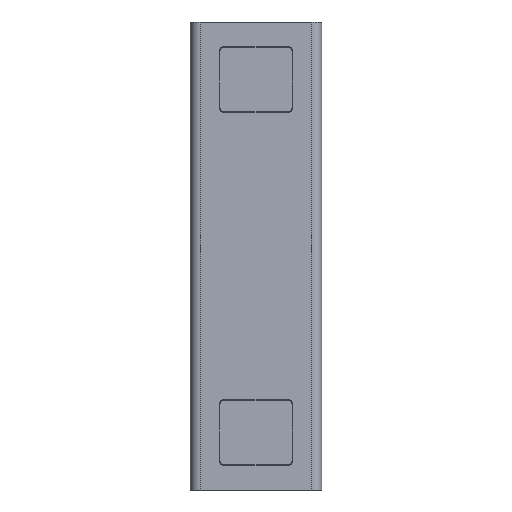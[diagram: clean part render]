
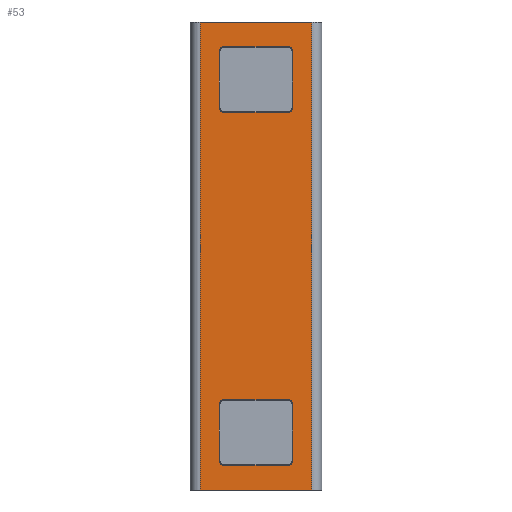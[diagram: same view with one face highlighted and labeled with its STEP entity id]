
A CAD part, left-side view. The second image highlights one B-rep face of the part: STEP entity #53.
In plain terms, the highlighted planar face has unit normal (-1, 0, 0).
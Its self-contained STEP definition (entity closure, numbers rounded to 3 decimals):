
#53=ADVANCED_FACE('',(#161,#163,#165),#167,.T.);
#161=FACE_BOUND('',#162,.T.);
#162=EDGE_LOOP('',(#953,#954,#955,#956));
#163=FACE_BOUND('',#164,.T.);
#164=EDGE_LOOP('',(#957,#958,#959,#960,#961,#962,#963,#964));
#165=FACE_BOUND('',#166,.T.);
#166=EDGE_LOOP('',(#965,#966,#967,#968,#969,#970,#971,#972));
#167=PLANE('',#168);
#168=AXIS2_PLACEMENT_3D('',#169,#170,#171);
#169=CARTESIAN_POINT('',(0.,34.,-142.5));
#170=DIRECTION('',(-1.,0.,0.));
#171=DIRECTION('',(0.,-1.,0.));
#953=ORIENTED_EDGE('',*,*,#1577,.T.);
#954=ORIENTED_EDGE('',*,*,#1578,.T.);
#955=ORIENTED_EDGE('',*,*,#1579,.F.);
#956=ORIENTED_EDGE('',*,*,#1580,.F.);
#957=ORIENTED_EDGE('',*,*,#1581,.T.);
#958=ORIENTED_EDGE('',*,*,#1582,.T.);
#959=ORIENTED_EDGE('',*,*,#1583,.T.);
#960=ORIENTED_EDGE('',*,*,#1584,.T.);
#961=ORIENTED_EDGE('',*,*,#1585,.T.);
#962=ORIENTED_EDGE('',*,*,#1586,.T.);
#963=ORIENTED_EDGE('',*,*,#1587,.T.);
#964=ORIENTED_EDGE('',*,*,#1588,.T.);
#965=ORIENTED_EDGE('',*,*,#1589,.T.);
#966=ORIENTED_EDGE('',*,*,#1590,.T.);
#967=ORIENTED_EDGE('',*,*,#1591,.T.);
#968=ORIENTED_EDGE('',*,*,#1592,.T.);
#969=ORIENTED_EDGE('',*,*,#1593,.T.);
#970=ORIENTED_EDGE('',*,*,#1594,.T.);
#971=ORIENTED_EDGE('',*,*,#1595,.T.);
#972=ORIENTED_EDGE('',*,*,#1596,.T.);
#1577=EDGE_CURVE('',#1889,#1890,#1891,.T.);
#1578=EDGE_CURVE('',#1890,#1892,#1893,.T.);
#1579=EDGE_CURVE('',#1894,#1892,#1895,.T.);
#1580=EDGE_CURVE('',#1889,#1894,#1896,.T.);
#1581=EDGE_CURVE('',#1897,#1898,#1899,.F.);
#1582=EDGE_CURVE('',#1898,#1900,#1901,.F.);
#1583=EDGE_CURVE('',#1900,#1902,#1903,.F.);
#1584=EDGE_CURVE('',#1902,#1904,#1905,.F.);
#1585=EDGE_CURVE('',#1904,#1906,#1907,.F.);
#1586=EDGE_CURVE('',#1906,#1908,#1909,.F.);
#1587=EDGE_CURVE('',#1908,#1910,#1911,.F.);
#1588=EDGE_CURVE('',#1910,#1897,#1912,.F.);
#1589=EDGE_CURVE('',#1913,#1914,#1915,.F.);
#1590=EDGE_CURVE('',#1914,#1916,#1917,.F.);
#1591=EDGE_CURVE('',#1916,#1918,#1919,.F.);
#1592=EDGE_CURVE('',#1918,#1920,#1921,.F.);
#1593=EDGE_CURVE('',#1920,#1922,#1923,.F.);
#1594=EDGE_CURVE('',#1922,#1924,#1925,.F.);
#1595=EDGE_CURVE('',#1924,#1926,#1927,.F.);
#1596=EDGE_CURVE('',#1926,#1913,#1928,.F.);
#1889=VERTEX_POINT('',#2409);
#1890=VERTEX_POINT('',#2410);
#1891=LINE('',#2411,#2412);
#1892=VERTEX_POINT('',#2414);
#1893=LINE('',#2415,#2416);
#1894=VERTEX_POINT('',#2418);
#1895=LINE('',#2419,#2420);
#1896=LINE('',#2422,#2423);
#1897=VERTEX_POINT('',#2425);
#1898=VERTEX_POINT('',#2426);
#1899=LINE('',#2427,#2428);
#1900=VERTEX_POINT('',#2430);
#1901=CIRCLE('',#2431,3.);
#1902=VERTEX_POINT('',#2435);
#1903=LINE('',#2436,#2437);
#1904=VERTEX_POINT('',#2439);
#1905=CIRCLE('',#2440,3.);
#1906=VERTEX_POINT('',#2444);
#1907=LINE('',#2445,#2446);
#1908=VERTEX_POINT('',#2448);
#1909=CIRCLE('',#2449,3.);
#1910=VERTEX_POINT('',#2453);
#1911=LINE('',#2454,#2455);
#1912=CIRCLE('',#2457,3.);
#1913=VERTEX_POINT('',#2461);
#1914=VERTEX_POINT('',#2462);
#1915=LINE('',#2463,#2464);
#1916=VERTEX_POINT('',#2466);
#1917=CIRCLE('',#2467,3.);
#1918=VERTEX_POINT('',#2471);
#1919=LINE('',#2472,#2473);
#1920=VERTEX_POINT('',#2475);
#1921=CIRCLE('',#2476,3.);
#1922=VERTEX_POINT('',#2480);
#1923=LINE('',#2481,#2482);
#1924=VERTEX_POINT('',#2484);
#1925=CIRCLE('',#2485,3.);
#1926=VERTEX_POINT('',#2489);
#1927=LINE('',#2490,#2491);
#1928=CIRCLE('',#2493,3.);
#2409=CARTESIAN_POINT('',(0.,34.,-142.5));
#2410=CARTESIAN_POINT('',(0.,-34.,-142.5));
#2411=CARTESIAN_POINT('',(0.,34.,-142.5));
#2412=VECTOR('',#2413,1.);
#2413=DIRECTION('',(0.,-1.,0.));
#2414=CARTESIAN_POINT('',(0.,-34.,142.5));
#2415=CARTESIAN_POINT('',(0.,-34.,-142.5));
#2416=VECTOR('',#2417,1.);
#2417=DIRECTION('',(0.,0.,1.));
#2418=CARTESIAN_POINT('',(0.,34.,142.5));
#2419=CARTESIAN_POINT('',(0.,34.,142.5));
#2420=VECTOR('',#2421,1.);
#2421=DIRECTION('',(0.,-1.,0.));
#2422=CARTESIAN_POINT('',(0.,34.,-142.5));
#2423=VECTOR('',#2424,1.);
#2424=DIRECTION('',(0.,0.,1.));
#2425=CARTESIAN_POINT('',(0.,-19.5,87.5));
#2426=CARTESIAN_POINT('',(0.,19.5,87.5));
#2427=CARTESIAN_POINT('',(0.,19.5,87.5));
#2428=VECTOR('',#2429,1.);
#2429=DIRECTION('',(0.,-1.,0.));
#2430=CARTESIAN_POINT('',(0.,22.5,90.5));
#2431=AXIS2_PLACEMENT_3D('',#2432,#2433,#2434);
#2432=CARTESIAN_POINT('',(0.,19.5,90.5));
#2433=DIRECTION('',(-1.,0.,0.));
#2434=DIRECTION('',(0.,1.,0.));
#2435=CARTESIAN_POINT('',(0.,22.5,124.5));
#2436=CARTESIAN_POINT('',(0.,22.5,124.5));
#2437=VECTOR('',#2438,1.);
#2438=DIRECTION('',(0.,0.,-1.));
#2439=CARTESIAN_POINT('',(0.,19.5,127.5));
#2440=AXIS2_PLACEMENT_3D('',#2441,#2442,#2443);
#2441=CARTESIAN_POINT('',(0.,19.5,124.5));
#2442=DIRECTION('',(-1.,0.,0.));
#2443=DIRECTION('',(0.,0.,1.));
#2444=CARTESIAN_POINT('',(0.,-19.5,127.5));
#2445=CARTESIAN_POINT('',(0.,-19.5,127.5));
#2446=VECTOR('',#2447,1.);
#2447=DIRECTION('',(0.,1.,0.));
#2448=CARTESIAN_POINT('',(0.,-22.5,124.5));
#2449=AXIS2_PLACEMENT_3D('',#2450,#2451,#2452);
#2450=CARTESIAN_POINT('',(0.,-19.5,124.5));
#2451=DIRECTION('',(-1.,0.,0.));
#2452=DIRECTION('',(0.,-1.,0.));
#2453=CARTESIAN_POINT('',(0.,-22.5,90.5));
#2454=CARTESIAN_POINT('',(0.,-22.5,90.5));
#2455=VECTOR('',#2456,1.);
#2456=DIRECTION('',(0.,0.,1.));
#2457=AXIS2_PLACEMENT_3D('',#2458,#2459,#2460);
#2458=CARTESIAN_POINT('',(0.,-19.5,90.5));
#2459=DIRECTION('',(-1.,0.,0.));
#2460=DIRECTION('',(0.,0.,-1.));
#2461=CARTESIAN_POINT('',(0.,22.5,-124.5));
#2462=CARTESIAN_POINT('',(0.,22.5,-90.5));
#2463=CARTESIAN_POINT('',(0.,22.5,-90.5));
#2464=VECTOR('',#2465,1.);
#2465=DIRECTION('',(0.,0.,-1.));
#2466=CARTESIAN_POINT('',(0.,19.5,-87.5));
#2467=AXIS2_PLACEMENT_3D('',#2468,#2469,#2470);
#2468=CARTESIAN_POINT('',(0.,19.5,-90.5));
#2469=DIRECTION('',(-1.,0.,0.));
#2470=DIRECTION('',(0.,0.,1.));
#2471=CARTESIAN_POINT('',(0.,-19.5,-87.5));
#2472=CARTESIAN_POINT('',(0.,-19.5,-87.5));
#2473=VECTOR('',#2474,1.);
#2474=DIRECTION('',(0.,1.,0.));
#2475=CARTESIAN_POINT('',(0.,-22.5,-90.5));
#2476=AXIS2_PLACEMENT_3D('',#2477,#2478,#2479);
#2477=CARTESIAN_POINT('',(0.,-19.5,-90.5));
#2478=DIRECTION('',(-1.,0.,0.));
#2479=DIRECTION('',(0.,-1.,0.));
#2480=CARTESIAN_POINT('',(0.,-22.5,-124.5));
#2481=CARTESIAN_POINT('',(0.,-22.5,-124.5));
#2482=VECTOR('',#2483,1.);
#2483=DIRECTION('',(0.,0.,1.));
#2484=CARTESIAN_POINT('',(0.,-19.5,-127.5));
#2485=AXIS2_PLACEMENT_3D('',#2486,#2487,#2488);
#2486=CARTESIAN_POINT('',(0.,-19.5,-124.5));
#2487=DIRECTION('',(-1.,0.,0.));
#2488=DIRECTION('',(0.,0.,-1.));
#2489=CARTESIAN_POINT('',(0.,19.5,-127.5));
#2490=CARTESIAN_POINT('',(0.,19.5,-127.5));
#2491=VECTOR('',#2492,1.);
#2492=DIRECTION('',(0.,-1.,0.));
#2493=AXIS2_PLACEMENT_3D('',#2494,#2495,#2496);
#2494=CARTESIAN_POINT('',(0.,19.5,-124.5));
#2495=DIRECTION('',(-1.,0.,0.));
#2496=DIRECTION('',(0.,1.,0.));
